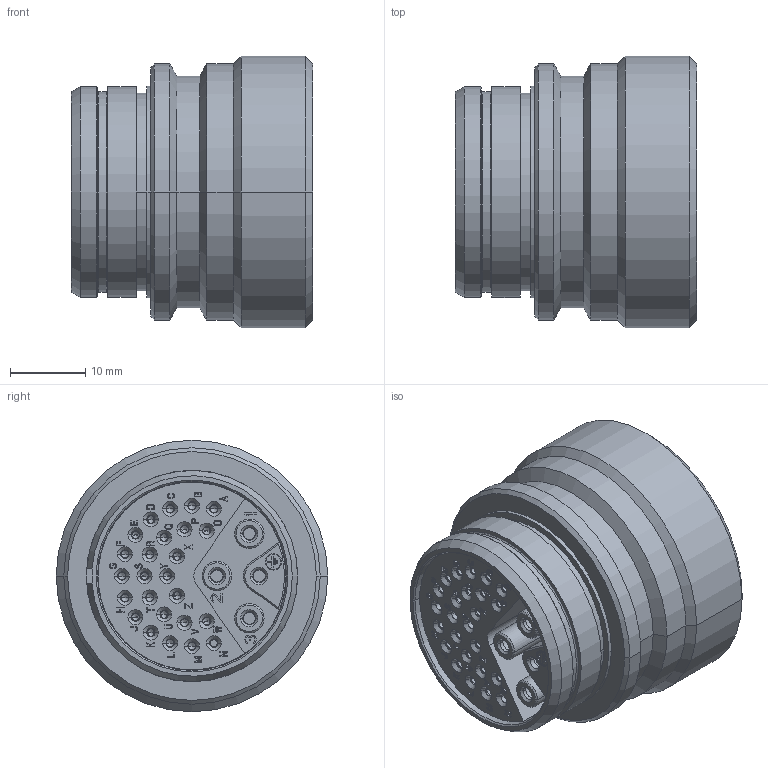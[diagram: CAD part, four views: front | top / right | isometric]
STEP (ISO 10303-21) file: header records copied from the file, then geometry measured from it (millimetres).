
FILE_DESCRIPTION((''),'2;1');
FILE_NAME('1331P529FS','2024-07-24T08:38:58',('paultorloting'),('NET AG system integration'),'CREO PARAMETRIC BY PTC INC, 2021404','CREO PARAMETRIC BY PTC INC, 2021404','');
FILE_SCHEMA(('AUTOMOTIVE_DESIGN { 1 0 10303 214 1 1 1 1 }'));
Length unit declared in the file: millimetre
Products named in the file (1): 1331P529FS
Bounding box: 32 x 36 x 36 mm (x, y, z)
Volume: 15890.4 mm3; surface area: 16621.2 mm2
Topology: 1 solids, 26 shells, 2988 faces, 7562 edges, 4871 vertices
Faces by surface type: plane 1910, cylinder 680, cone 230, torus 148, bspline 20
Entity records: 113852 total; most frequent: CARTESIAN_POINT 20513, ORIENTED_EDGE 15016, DIRECTION 14979, EDGE_CURVE 7508, VECTOR 5370, LINE 5370, VERTEX_POINT 4871, AXIS2_PLACEMENT_3D 4803
